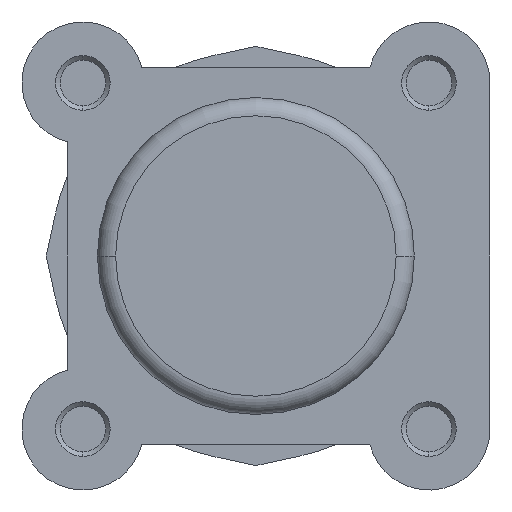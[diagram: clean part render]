
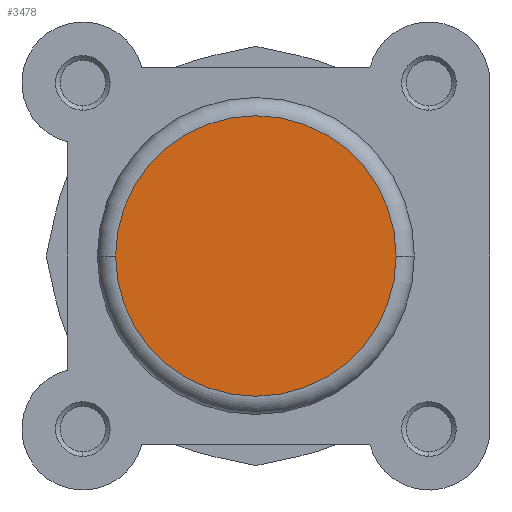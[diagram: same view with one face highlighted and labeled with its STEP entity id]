
A CAD part, left-side view. The second image highlights one B-rep face of the part: STEP entity #3478.
In plain terms, the highlighted planar face has unit normal (-1, 0, 0).
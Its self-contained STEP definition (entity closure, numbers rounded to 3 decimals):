
#51 = EDGE_CURVE ( 'NONE', #2436, #2417, #3915, .T. ) ;
#369 = DIRECTION ( 'NONE',  ( 0., 1., 0. ) ) ;
#370 = DIRECTION ( 'NONE',  ( -1., 0., 0. ) ) ;
#372 = CARTESIAN_POINT ( 'NONE',  ( 0., 0., 0. ) ) ;
#1959 = ORIENTED_EDGE ( 'NONE', *, *, #51, .T. ) ;
#1991 = ORIENTED_EDGE ( 'NONE', *, *, #2192, .T. ) ;
#2160 = EDGE_LOOP ( 'NONE', ( #1959, #1991 ) ) ;
#2192 = EDGE_CURVE ( 'NONE', #2417, #2436, #3976, .T. ) ;
#2314 = DIRECTION ( 'NONE',  ( 0., 1., 0. ) ) ;
#2315 = DIRECTION ( 'NONE',  ( -1., 0., 0. ) ) ;
#2377 = CARTESIAN_POINT ( 'NONE',  ( 0., 0., 0. ) ) ;
#2417 = VERTEX_POINT ( 'NONE', #4637 ) ;
#2436 = VERTEX_POINT ( 'NONE', #4650 ) ;
#2978 = AXIS2_PLACEMENT_3D ( 'NONE', #2377, #2315, #2314 ) ;
#3006 = AXIS2_PLACEMENT_3D ( 'NONE', #372, #370, #369 ) ;
#3236 = AXIS2_PLACEMENT_3D ( 'NONE', #5781, #5791, #5792 ) ;
#3478 = ADVANCED_FACE ( 'NONE', ( #4576 ), #5778, .F. ) ;
#3915 = CIRCLE ( 'NONE', #2978, 15.4 ) ;
#3976 = CIRCLE ( 'NONE', #3006, 15.4 ) ;
#4576 = FACE_OUTER_BOUND ( 'NONE', #2160, .T. ) ;
#4637 = CARTESIAN_POINT ( 'NONE',  ( 0., -15.4, 0. ) ) ;
#4650 = CARTESIAN_POINT ( 'NONE',  ( 0., 15.4, 0. ) ) ;
#5778 = PLANE ( 'NONE',  #3236 ) ;
#5781 = CARTESIAN_POINT ( 'NONE',  ( 0., 0., 0. ) ) ;
#5791 = DIRECTION ( 'NONE',  ( 1., 0., 0. ) ) ;
#5792 = DIRECTION ( 'NONE',  ( 0., 1., 0. ) ) ;
